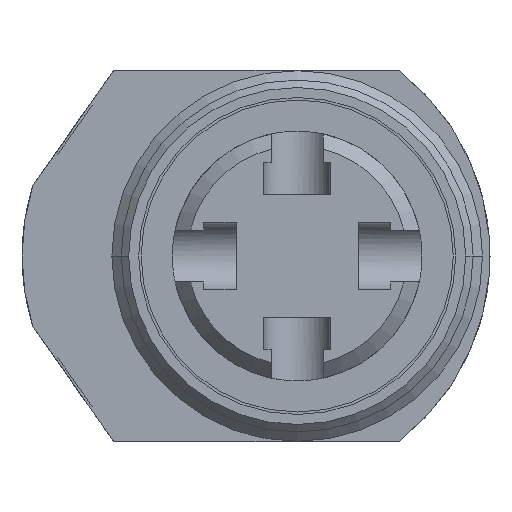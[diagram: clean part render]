
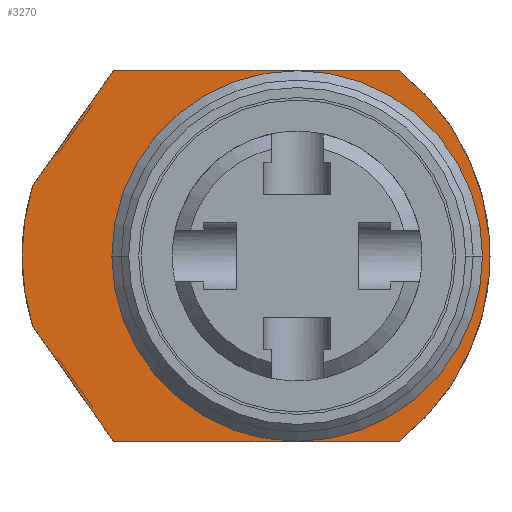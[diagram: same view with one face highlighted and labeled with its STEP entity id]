
A CAD part, left-side view. The second image highlights one B-rep face of the part: STEP entity #3270.
In plain terms, the highlighted planar face has unit normal (-1, 0, 0).
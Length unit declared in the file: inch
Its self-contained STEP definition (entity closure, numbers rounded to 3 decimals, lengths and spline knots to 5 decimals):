
#573=CARTESIAN_POINT('',(0.,-0.165,0.));
#574=DIRECTION('',(-1.,0.,0.));
#575=DIRECTION('',(0.,1.,0.));
#576=AXIS2_PLACEMENT_3D('',#573,#574,#575);
#581=CARTESIAN_POINT('',(0.,-0.165,0.));
#582=DIRECTION('',(1.,0.,0.));
#583=DIRECTION('',(0.,1.,0.));
#584=AXIS2_PLACEMENT_3D('',#581,#582,#583);
#589=DIRECTION('',(0.,1.,0.));
#590=VECTOR('',#589,1.13821);
#591=CARTESIAN_POINT('',(0.,-0.56911,-0.745));
#592=LINE('',#591,#590);
#596=CARTESIAN_POINT('',(0.,0.,0.));
#597=DIRECTION('',(1.,0.,0.));
#598=DIRECTION('',(0.,0.607,-0.795));
#599=AXIS2_PLACEMENT_3D('',#596,#597,#598);
#604=DIRECTION('',(0.,0.574,0.819));
#605=VECTOR('',#604,0.56553);
#606=CARTESIAN_POINT('',(0.,0.57,-0.74431));
#607=LINE('',#606,#605);
#611=CARTESIAN_POINT('',(0.,0.,0.));
#612=DIRECTION('',(1.,0.,0.));
#613=DIRECTION('',(0.,0.954,-0.3));
#614=AXIS2_PLACEMENT_3D('',#611,#612,#613);
#619=DIRECTION('',(0.,-0.574,0.819));
#620=VECTOR('',#619,0.56553);
#621=CARTESIAN_POINT('',(0.,0.89438,0.28106));
#622=LINE('',#621,#620);
#626=CARTESIAN_POINT('',(0.,0.,0.));
#627=DIRECTION('',(1.,0.,0.));
#628=DIRECTION('',(0.,0.608,0.794));
#629=AXIS2_PLACEMENT_3D('',#626,#627,#628);
#634=DIRECTION('',(0.,-1.,0.));
#635=VECTOR('',#634,1.13821);
#636=CARTESIAN_POINT('',(0.,0.56911,0.745));
#637=LINE('',#636,#635);
#641=CARTESIAN_POINT('',(0.,0.,0.));
#642=DIRECTION('',(1.,0.,0.));
#643=DIRECTION('',(0.,-0.607,0.795));
#644=AXIS2_PLACEMENT_3D('',#641,#642,#643);
#2621=CARTESIAN_POINT('',(0.,-0.56911,-0.745));
#2622=CARTESIAN_POINT('',(0.,0.56911,-0.745));
#2623=VERTEX_POINT('',#2621);
#2624=VERTEX_POINT('',#2622);
#2625=CARTESIAN_POINT('',(0.,0.57,-0.74431));
#2626=CARTESIAN_POINT('',(0.,0.89438,-0.28106));
#2627=VERTEX_POINT('',#2625);
#2628=VERTEX_POINT('',#2626);
#2629=CARTESIAN_POINT('',(0.,0.89438,0.28106));
#2630=CARTESIAN_POINT('',(0.,0.57,0.74431));
#2631=VERTEX_POINT('',#2629);
#2632=VERTEX_POINT('',#2630);
#2633=CARTESIAN_POINT('',(0.,0.56911,0.745));
#2634=CARTESIAN_POINT('',(0.,-0.56911,0.745));
#2635=VERTEX_POINT('',#2633);
#2636=VERTEX_POINT('',#2634);
#2660=CARTESIAN_POINT('',(0.,0.54,0.));
#2662=VERTEX_POINT('',#2660);
#2664=CARTESIAN_POINT('',(0.,-0.87,0.));
#2666=VERTEX_POINT('',#2664);
#3248=CARTESIAN_POINT('',(0.,0.,0.));
#3249=DIRECTION('',(1.,0.,0.));
#3250=DIRECTION('',(0.,0.,-1.));
#3251=AXIS2_PLACEMENT_3D('',#3248,#3249,#3250);
#3252=PLANE('',#3251);
#3253=ORIENTED_EDGE('',*,*,#3032,.T.);
#3254=ORIENTED_EDGE('',*,*,#3149,.T.);
#3256=ORIENTED_EDGE('',*,*,#3255,.T.);
#3257=ORIENTED_EDGE('',*,*,#3117,.T.);
#3258=ORIENTED_EDGE('',*,*,#3191,.T.);
#3259=ORIENTED_EDGE('',*,*,#3088,.T.);
#3260=ORIENTED_EDGE('',*,*,#3241,.T.);
#3261=ORIENTED_EDGE('',*,*,#3013,.T.);
#3262=EDGE_LOOP('',(#3253,#3254,#3256,#3257,#3258,#3259,#3260,#3261));
#3263=FACE_OUTER_BOUND('',#3262,.F.);
#3265=ORIENTED_EDGE('',*,*,#3264,.T.);
#3267=ORIENTED_EDGE('',*,*,#3266,.F.);
#3268=EDGE_LOOP('',(#3265,#3267));
#3269=FACE_BOUND('',#3268,.F.);
#577=CIRCLE('',#576,0.705);
#585=CIRCLE('',#584,0.705);
#600=CIRCLE('',#599,0.9375);
#615=CIRCLE('',#614,0.9375);
#630=CIRCLE('',#629,0.9375);
#645=CIRCLE('',#644,0.9375);
#3013=EDGE_CURVE('',#2636,#2623,#645,.T.);
#3032=EDGE_CURVE('',#2623,#2624,#592,.T.);
#3088=EDGE_CURVE('',#2632,#2635,#630,.T.);
#3117=EDGE_CURVE('',#2628,#2631,#615,.T.);
#3149=EDGE_CURVE('',#2624,#2627,#600,.T.);
#3191=EDGE_CURVE('',#2631,#2632,#622,.T.);
#3241=EDGE_CURVE('',#2635,#2636,#637,.T.);
#3255=EDGE_CURVE('',#2627,#2628,#607,.T.);
#3264=EDGE_CURVE('',#2662,#2666,#577,.T.);
#3266=EDGE_CURVE('',#2662,#2666,#585,.T.);
#3270=ADVANCED_FACE('',(#3263,#3269),#3252,.F.);
